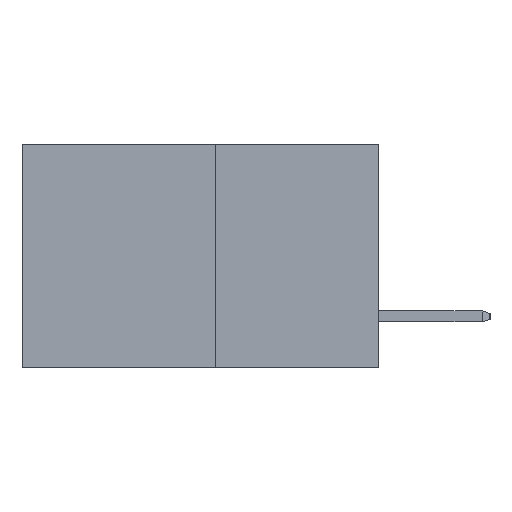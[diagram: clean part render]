
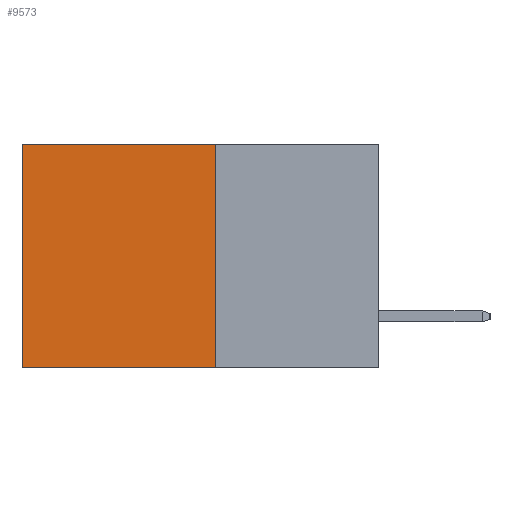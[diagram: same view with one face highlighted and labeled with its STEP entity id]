
A CAD part, left-side view. The second image highlights one B-rep face of the part: STEP entity #9573.
In plain terms, the highlighted planar face has unit normal (-1, 0, 0).
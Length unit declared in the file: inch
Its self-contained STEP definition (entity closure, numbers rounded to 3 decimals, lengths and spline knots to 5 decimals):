
#546 = EDGE_CURVE ( 'NONE', #9383, #12335, #15079, .T. ) ;
#903 = CARTESIAN_POINT ( 'NONE',  ( 0.277, 0.27, 0. ) ) ;
#1686 = ORIENTED_EDGE ( 'NONE', *, *, #15242, .T. ) ;
#2156 = DIRECTION ( 'NONE',  ( 0., 1., 0. ) ) ;
#2416 = CARTESIAN_POINT ( 'NONE',  ( 0.277, 0.27, -0.37 ) ) ;
#2846 = ORIENTED_EDGE ( 'NONE', *, *, #8540, .F. ) ;
#3202 = EDGE_LOOP ( 'NONE', ( #10902, #12243, #2846, #1686 ) ) ;
#3759 = CARTESIAN_POINT ( 'NONE',  ( 0.277, 0.59, 0. ) ) ;
#4085 = CARTESIAN_POINT ( 'NONE',  ( 0.277, 0.27, -0.37 ) ) ;
#4138 = VECTOR ( 'NONE', #7267, 39.37008 ) ;
#5122 = LINE ( 'NONE', #15812, #7683 ) ;
#5376 = PLANE ( 'NONE',  #15458 ) ;
#5503 = FACE_OUTER_BOUND ( 'NONE', #3202, .T. ) ;
#5902 = CARTESIAN_POINT ( 'NONE',  ( 0.277, 0.59, -0.37 ) ) ;
#6110 = CARTESIAN_POINT ( 'NONE',  ( 0.277, 0.59, -0.37 ) ) ;
#6666 = DIRECTION ( 'NONE',  ( 0., 0., -1. ) ) ;
#7136 = LINE ( 'NONE', #903, #13300 ) ;
#7190 = DIRECTION ( 'NONE',  ( 0., 0., -1. ) ) ;
#7267 = DIRECTION ( 'NONE',  ( 0., 1., 0. ) ) ;
#7440 = EDGE_CURVE ( 'NONE', #10679, #12335, #11989, .T. ) ;
#7683 = VECTOR ( 'NONE', #7190, 39.37008 ) ;
#8540 = EDGE_CURVE ( 'NONE', #8808, #10679, #5122, .T. ) ;
#8542 = VECTOR ( 'NONE', #13620, 39.37008 ) ;
#8808 = VERTEX_POINT ( 'NONE', #12667 ) ;
#9383 = VERTEX_POINT ( 'NONE', #3759 ) ;
#9573 = ADVANCED_FACE ( 'NONE', ( #5503 ), #5376, .F. ) ;
#10679 = VERTEX_POINT ( 'NONE', #2416 ) ;
#10902 = ORIENTED_EDGE ( 'NONE', *, *, #546, .T. ) ;
#10932 = CARTESIAN_POINT ( 'NONE',  ( 0.277, 0.27, -0.37 ) ) ;
#11989 = LINE ( 'NONE', #10932, #4138 ) ;
#12243 = ORIENTED_EDGE ( 'NONE', *, *, #7440, .F. ) ;
#12335 = VERTEX_POINT ( 'NONE', #5902 ) ;
#12667 = CARTESIAN_POINT ( 'NONE',  ( 0.277, 0.27, 0. ) ) ;
#13300 = VECTOR ( 'NONE', #2156, 39.37008 ) ;
#13620 = DIRECTION ( 'NONE',  ( 0., 0., -1. ) ) ;
#14034 = DIRECTION ( 'NONE',  ( 1., 0., 0. ) ) ;
#15079 = LINE ( 'NONE', #6110, #8542 ) ;
#15242 = EDGE_CURVE ( 'NONE', #8808, #9383, #7136, .T. ) ;
#15458 = AXIS2_PLACEMENT_3D ( 'NONE', #4085, #14034, #6666 ) ;
#15812 = CARTESIAN_POINT ( 'NONE',  ( 0.277, 0.27, -0.37 ) ) ;
